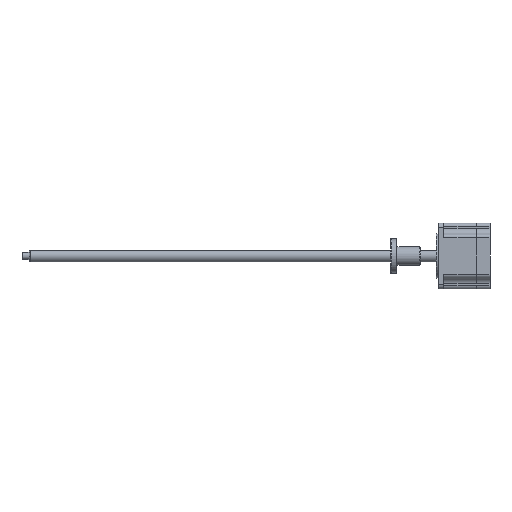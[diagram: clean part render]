
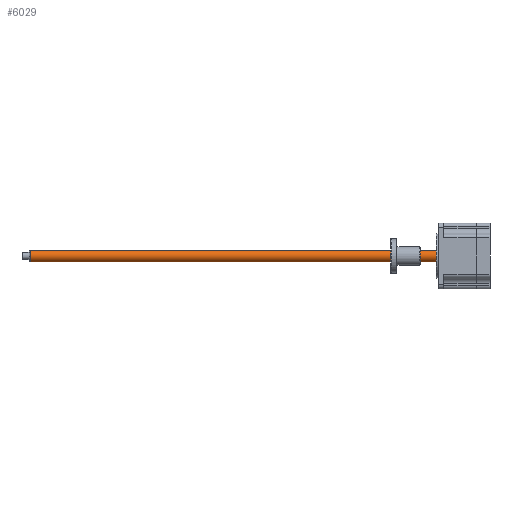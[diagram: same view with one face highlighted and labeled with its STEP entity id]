
A CAD part, left-side view. The second image highlights one B-rep face of the part: STEP entity #6029.
In plain terms, the highlighted cylindrical face has radius 5 mm (diameter 10 mm), a partial arc.
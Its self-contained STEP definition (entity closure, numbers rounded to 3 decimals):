
#13 = VERTEX_POINT ( 'NONE', #3852 ) ;
#110 = AXIS2_PLACEMENT_3D ( 'NONE', #2529, #8697, #3423 ) ;
#292 = LINE ( 'NONE', #7308, #9411 ) ;
#1126 = EDGE_CURVE ( 'NONE', #11078, #13, #5849, .T. ) ;
#1978 = DIRECTION ( 'NONE',  ( 0., -1., 0. ) ) ;
#2529 = CARTESIAN_POINT ( 'NONE',  ( -17.293, 352.999, 33.35 ) ) ;
#2915 = CARTESIAN_POINT ( 'NONE',  ( -19.853, 353.999, 37.645 ) ) ;
#3203 = EDGE_CURVE ( 'NONE', #9256, #11078, #6718, .T. ) ;
#3423 = DIRECTION ( 'NONE',  ( -0.512, 0., 0.859 ) ) ;
#3464 = CARTESIAN_POINT ( 'NONE',  ( -17.293, 353.999, 33.35 ) ) ;
#3523 = AXIS2_PLACEMENT_3D ( 'NONE', #6765, #7568, #4872 ) ;
#3852 = CARTESIAN_POINT ( 'NONE',  ( -14.733, 3.999, 29.055 ) ) ;
#3978 = ORIENTED_EDGE ( 'NONE', *, *, #9257, .T. ) ;
#4200 = CIRCLE ( 'NONE', #110, 5. ) ;
#4872 = DIRECTION ( 'NONE',  ( 0.512, 0., -0.859 ) ) ;
#5154 = EDGE_CURVE ( 'NONE', #9877, #13, #292, .T. ) ;
#5849 = CIRCLE ( 'NONE', #3523, 5. ) ;
#6029 = ADVANCED_FACE ( 'NONE', ( #9122 ), #11216, .T. ) ;
#6074 = EDGE_LOOP ( 'NONE', ( #11270, #3978, #7024, #8804 ) ) ;
#6349 = AXIS2_PLACEMENT_3D ( 'NONE', #3464, #10467, #9599 ) ;
#6718 = LINE ( 'NONE', #2915, #8757 ) ;
#6765 = CARTESIAN_POINT ( 'NONE',  ( -17.293, 3.999, 33.35 ) ) ;
#7024 = ORIENTED_EDGE ( 'NONE', *, *, #5154, .T. ) ;
#7308 = CARTESIAN_POINT ( 'NONE',  ( -14.733, 353.999, 29.055 ) ) ;
#7568 = DIRECTION ( 'NONE',  ( 0., -1., 0. ) ) ;
#7592 = CARTESIAN_POINT ( 'NONE',  ( -19.853, 3.999, 37.645 ) ) ;
#8224 = DIRECTION ( 'NONE',  ( 0., -1., 0. ) ) ;
#8697 = DIRECTION ( 'NONE',  ( 0., -1., 0. ) ) ;
#8757 = VECTOR ( 'NONE', #8224, 1000. ) ;
#8804 = ORIENTED_EDGE ( 'NONE', *, *, #1126, .F. ) ;
#9122 = FACE_OUTER_BOUND ( 'NONE', #6074, .T. ) ;
#9256 = VERTEX_POINT ( 'NONE', #10382 ) ;
#9257 = EDGE_CURVE ( 'NONE', #9256, #9877, #4200, .T. ) ;
#9411 = VECTOR ( 'NONE', #1978, 1000. ) ;
#9599 = DIRECTION ( 'NONE',  ( 0.512, 0., -0.859 ) ) ;
#9877 = VERTEX_POINT ( 'NONE', #10113 ) ;
#10113 = CARTESIAN_POINT ( 'NONE',  ( -14.733, 352.999, 29.055 ) ) ;
#10382 = CARTESIAN_POINT ( 'NONE',  ( -19.853, 352.999, 37.645 ) ) ;
#10467 = DIRECTION ( 'NONE',  ( 0., -1., 0. ) ) ;
#11078 = VERTEX_POINT ( 'NONE', #7592 ) ;
#11216 = CYLINDRICAL_SURFACE ( 'NONE', #6349, 5. ) ;
#11270 = ORIENTED_EDGE ( 'NONE', *, *, #3203, .F. ) ;
